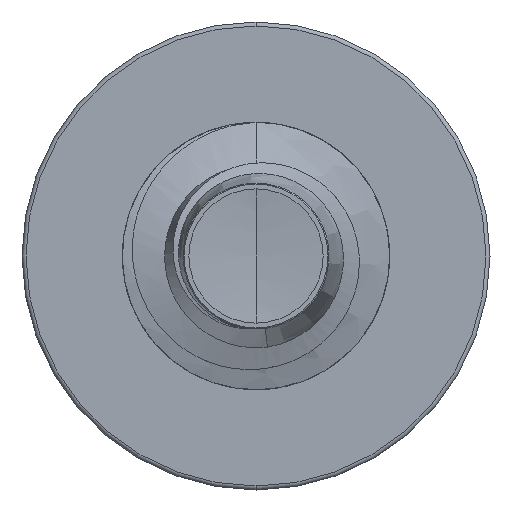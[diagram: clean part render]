
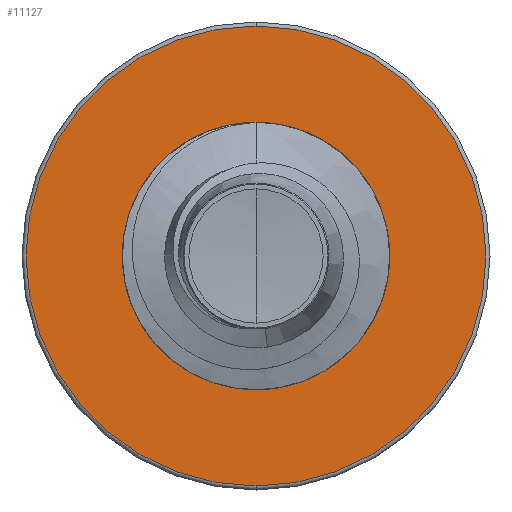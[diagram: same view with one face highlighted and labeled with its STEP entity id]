
A CAD part, front view. The second image highlights one B-rep face of the part: STEP entity #11127.
In plain terms, the highlighted planar face has unit normal (0, -1, 0).
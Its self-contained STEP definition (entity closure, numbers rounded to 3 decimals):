
#2103 = DIRECTION ( 'NONE',  ( 0., 0., 1. ) ) ;
#2125 = CIRCLE ( 'NONE', #17115, 1.989 ) ;
#2205 = CARTESIAN_POINT ( 'NONE',  ( 0., 11., -1.989 ) ) ;
#2416 = CIRCLE ( 'NONE', #7661, 3.44 ) ;
#2676 = PLANE ( 'NONE',  #17615 ) ;
#2701 = DIRECTION ( 'NONE',  ( 0., 1., 0. ) ) ;
#3339 = DIRECTION ( 'NONE',  ( 0., 0., 1. ) ) ;
#3373 = DIRECTION ( 'NONE',  ( 0., 1., 0. ) ) ;
#3376 = CARTESIAN_POINT ( 'NONE',  ( 0., 11., 0. ) ) ;
#3960 = VERTEX_POINT ( 'NONE', #17325 ) ;
#4296 = VERTEX_POINT ( 'NONE', #17242 ) ;
#4640 = VERTEX_POINT ( 'NONE', #17048 ) ;
#4739 = DIRECTION ( 'NONE',  ( 0., 0., 1. ) ) ;
#4747 = DIRECTION ( 'NONE',  ( 0., 1., 0. ) ) ;
#4774 = CARTESIAN_POINT ( 'NONE',  ( 0., 11., 0. ) ) ;
#5225 = DIRECTION ( 'NONE',  ( 0., 0., 1. ) ) ;
#5255 = DIRECTION ( 'NONE',  ( 0., 1., 0. ) ) ;
#5264 = CARTESIAN_POINT ( 'NONE',  ( 0., 11., 0. ) ) ;
#6444 = EDGE_CURVE ( 'NONE', #4640, #17471, #2125, .T. ) ;
#6853 = DIRECTION ( 'NONE',  ( 0., 0., 1. ) ) ;
#6863 = DIRECTION ( 'NONE',  ( 0., 1., 0. ) ) ;
#6904 = CARTESIAN_POINT ( 'NONE',  ( 0., 11., 0. ) ) ;
#7661 = AXIS2_PLACEMENT_3D ( 'NONE', #4774, #4747, #4739 ) ;
#8682 = ORIENTED_EDGE ( 'NONE', *, *, #16953, .F. ) ;
#9808 = CARTESIAN_POINT ( 'NONE',  ( 0., 11., -1.989 ) ) ;
#10997 = CIRCLE ( 'NONE', #15898, 3.44 ) ;
#11127 = ADVANCED_FACE ( 'NONE', ( #13585, #13966 ), #2676, .F. ) ;
#11253 = CIRCLE ( 'NONE', #12870, 1.989 ) ;
#12739 = ORIENTED_EDGE ( 'NONE', *, *, #6444, .T. ) ;
#12870 = AXIS2_PLACEMENT_3D ( 'NONE', #3376, #3373, #3339 ) ;
#13355 = EDGE_LOOP ( 'NONE', ( #12739, #17489 ) ) ;
#13585 = FACE_OUTER_BOUND ( 'NONE', #13699, .T. ) ;
#13699 = EDGE_LOOP ( 'NONE', ( #17339, #8682 ) ) ;
#13966 = FACE_BOUND ( 'NONE', #13355, .T. ) ;
#15693 = EDGE_CURVE ( 'NONE', #3960, #4296, #2416, .T. ) ;
#15898 = AXIS2_PLACEMENT_3D ( 'NONE', #6904, #6863, #6853 ) ;
#15917 = EDGE_CURVE ( 'NONE', #17471, #4640, #11253, .T. ) ;
#16953 = EDGE_CURVE ( 'NONE', #4296, #3960, #10997, .T. ) ;
#17048 = CARTESIAN_POINT ( 'NONE',  ( 0., 11., 1.989 ) ) ;
#17115 = AXIS2_PLACEMENT_3D ( 'NONE', #5264, #5255, #5225 ) ;
#17242 = CARTESIAN_POINT ( 'NONE',  ( 0., 11., -3.44 ) ) ;
#17325 = CARTESIAN_POINT ( 'NONE',  ( 0., 11., 3.44 ) ) ;
#17339 = ORIENTED_EDGE ( 'NONE', *, *, #15693, .F. ) ;
#17471 = VERTEX_POINT ( 'NONE', #9808 ) ;
#17489 = ORIENTED_EDGE ( 'NONE', *, *, #15917, .T. ) ;
#17615 = AXIS2_PLACEMENT_3D ( 'NONE', #2205, #2701, #2103 ) ;
